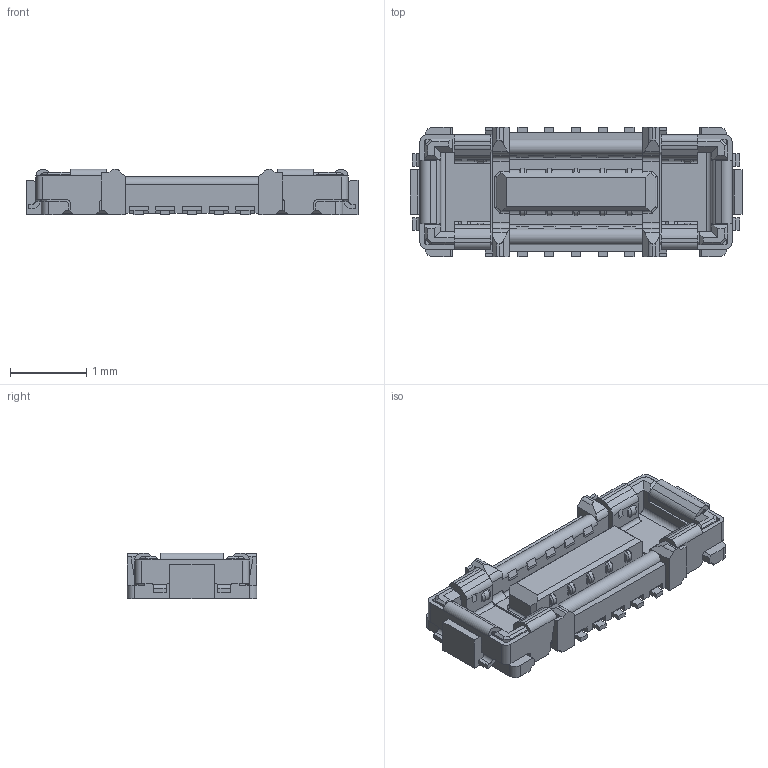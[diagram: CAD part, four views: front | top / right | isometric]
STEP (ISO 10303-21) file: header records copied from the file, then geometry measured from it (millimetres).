
FILE_DESCRIPTION(('Creo Elements/Direct Modeling STEP Export'),'2;1');
FILE_NAME('BM28-10DS.stp','2016-12-01T16:46:30',(''),(''),'Creo Elements/Direct Modeling STEP processor for AP214 (Solid Model)','Creo Elements/Direct Modeling 18.1E 22-Nov-2013 (C) Parametric Technology GmbH','');
FILE_SCHEMA(('AUTOMOTIVE_DESIGN { 1 0 10303 214 1 1 1 1 }'));
Length unit declared in the file: millimetre
Products named in the file (4): BM28B0p6-10DS; Assembly-1_Asm_2; Assembly-1_Asm_1; p1
Assembly tree (2 placements, depth 3):
  Assembly-1_Asm_1
    Assembly-1_Asm_2
      BM28B0p6-10DS
  p1
Bounding box: 4.35 x 1.7 x 0.6 mm (x, y, z)
Volume: 2.3 mm3; surface area: 30.3 mm2
Topology: 1 solids, 1 shells, 742 faces, 2140 edges, 1388 vertices
Faces by surface type: plane 586, cylinder 128, cone 28
Entity records: 24343 total; most frequent: CARTESIAN_POINT 4619, ORIENTED_EDGE 4280, DIRECTION 3858, EDGE_CURVE 2140, VECTOR 1784, LINE 1784, VERTEX_POINT 1388, AXIS2_PLACEMENT_3D 1037
